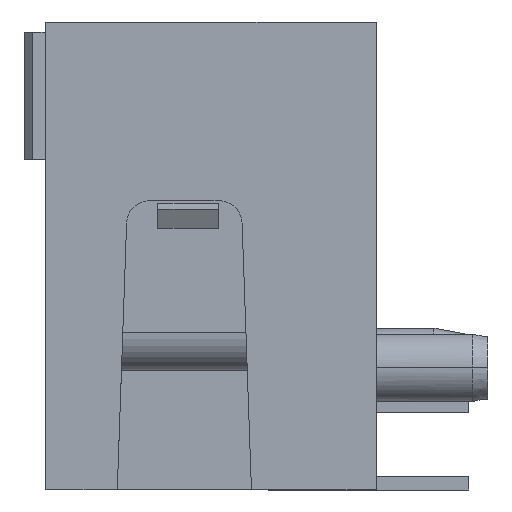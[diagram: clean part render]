
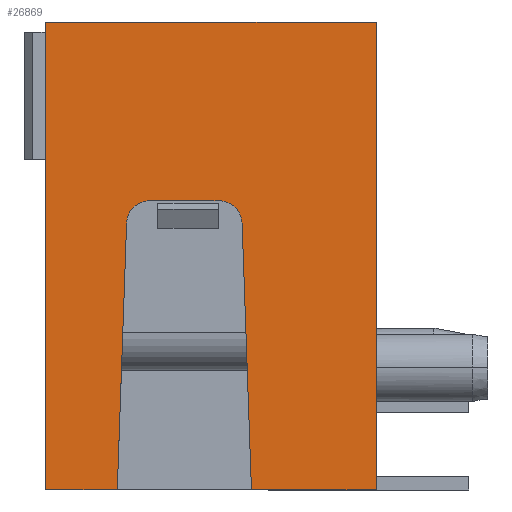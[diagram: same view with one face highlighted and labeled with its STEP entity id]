
A CAD part, left-side view. The second image highlights one B-rep face of the part: STEP entity #26869.
In plain terms, the highlighted planar face has unit normal (-1, 0, 0).
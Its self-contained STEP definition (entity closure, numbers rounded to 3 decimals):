
#134=CARTESIAN_POINT('',(-57.785,2.019,1.499));
#135=DIRECTION('',(-1.,0.,0.));
#136=DIRECTION('',(0.,0.,1.));
#137=AXIS2_PLACEMENT_3D('',#134,#135,#136);
#139=DIRECTION('',(0.,0.035,-0.999));
#140=VECTOR('',#139,8.795);
#141=CARTESIAN_POINT('',(-57.785,2.781,1.525));
#142=LINE('',#141,#140);
#143=DIRECTION('',(0.,1.,0.));
#144=VECTOR('',#143,2.361);
#145=CARTESIAN_POINT('',(-57.785,3.088,-7.264));
#146=LINE('',#145,#144);
#147=DIRECTION('',(0.,0.,1.));
#148=VECTOR('',#147,15.418);
#149=CARTESIAN_POINT('',(-57.785,5.448,-7.264));
#150=LINE('',#149,#148);
#151=DIRECTION('',(0.,-1.,0.));
#152=VECTOR('',#151,10.897);
#153=CARTESIAN_POINT('',(-57.785,5.448,8.153));
#154=LINE('',#153,#152);
#155=DIRECTION('',(0.,0.,-1.));
#156=VECTOR('',#155,15.418);
#157=CARTESIAN_POINT('',(-57.785,-5.448,8.153));
#158=LINE('',#157,#156);
#159=DIRECTION('',(0.,1.,0.));
#160=VECTOR('',#159,4.113);
#161=CARTESIAN_POINT('',(-57.785,-5.448,-7.264));
#162=LINE('',#161,#160);
#163=DIRECTION('',(0.,0.035,0.999));
#164=VECTOR('',#163,8.795);
#165=CARTESIAN_POINT('',(-57.785,-1.335,-7.264));
#166=LINE('',#165,#164);
#167=CARTESIAN_POINT('',(-57.785,-0.267,1.499));
#168=DIRECTION('',(-1.,0.,0.));
#169=DIRECTION('',(0.,-0.999,0.035));
#170=AXIS2_PLACEMENT_3D('',#167,#168,#169);
#172=DIRECTION('',(0.,1.,0.));
#173=VECTOR('',#172,2.286);
#174=CARTESIAN_POINT('',(-57.785,-0.267,2.261));
#175=LINE('',#174,#173);
#20402=CARTESIAN_POINT('',(-57.785,5.448,-7.264));
#20403=CARTESIAN_POINT('',(-57.785,5.448,8.153));
#20404=VERTEX_POINT('',#20402);
#20405=VERTEX_POINT('',#20403);
#20406=CARTESIAN_POINT('',(-57.785,-5.448,8.153));
#20407=VERTEX_POINT('',#20406);
#20408=CARTESIAN_POINT('',(-57.785,-5.448,-7.264));
#20409=VERTEX_POINT('',#20408);
#21026=CARTESIAN_POINT('',(-57.785,2.019,2.261));
#21027=CARTESIAN_POINT('',(-57.785,2.781,1.525));
#21028=VERTEX_POINT('',#21026);
#21029=VERTEX_POINT('',#21027);
#21030=CARTESIAN_POINT('',(-57.785,3.088,-7.264));
#21031=VERTEX_POINT('',#21030);
#21032=CARTESIAN_POINT('',(-57.785,-1.335,-7.264));
#21033=CARTESIAN_POINT('',(-57.785,-1.028,1.525));
#21034=VERTEX_POINT('',#21032);
#21035=VERTEX_POINT('',#21033);
#21036=CARTESIAN_POINT('',(-57.785,-0.267,2.261));
#21037=VERTEX_POINT('',#21036);
#26842=CARTESIAN_POINT('',(-57.785,0.,0.));
#26843=DIRECTION('',(1.,0.,0.));
#26844=DIRECTION('',(0.,0.,1.));
#26845=AXIS2_PLACEMENT_3D('',#26842,#26843,#26844);
#26846=PLANE('',#26845);
#26848=ORIENTED_EDGE('',*,*,#26847,.T.);
#26850=ORIENTED_EDGE('',*,*,#26849,.T.);
#26852=ORIENTED_EDGE('',*,*,#26851,.T.);
#26854=ORIENTED_EDGE('',*,*,#26853,.T.);
#26856=ORIENTED_EDGE('',*,*,#26855,.T.);
#26858=ORIENTED_EDGE('',*,*,#26857,.T.);
#26860=ORIENTED_EDGE('',*,*,#26859,.T.);
#26862=ORIENTED_EDGE('',*,*,#26861,.T.);
#26864=ORIENTED_EDGE('',*,*,#26863,.T.);
#26866=ORIENTED_EDGE('',*,*,#26865,.T.);
#26867=EDGE_LOOP('',(#26848,#26850,#26852,#26854,#26856,#26858,#26860,#26862,
#26864,#26866));
#26868=FACE_OUTER_BOUND('',#26867,.F.);
#138=CIRCLE('',#137,0.762);
#171=CIRCLE('',#170,0.762);
#26847=EDGE_CURVE('',#21028,#21029,#138,.T.);
#26849=EDGE_CURVE('',#21029,#21031,#142,.T.);
#26851=EDGE_CURVE('',#21031,#20404,#146,.T.);
#26853=EDGE_CURVE('',#20404,#20405,#150,.T.);
#26855=EDGE_CURVE('',#20405,#20407,#154,.T.);
#26857=EDGE_CURVE('',#20407,#20409,#158,.T.);
#26859=EDGE_CURVE('',#20409,#21034,#162,.T.);
#26861=EDGE_CURVE('',#21034,#21035,#166,.T.);
#26863=EDGE_CURVE('',#21035,#21037,#171,.T.);
#26865=EDGE_CURVE('',#21037,#21028,#175,.T.);
#26869=ADVANCED_FACE('',(#26868),#26846,.F.);
